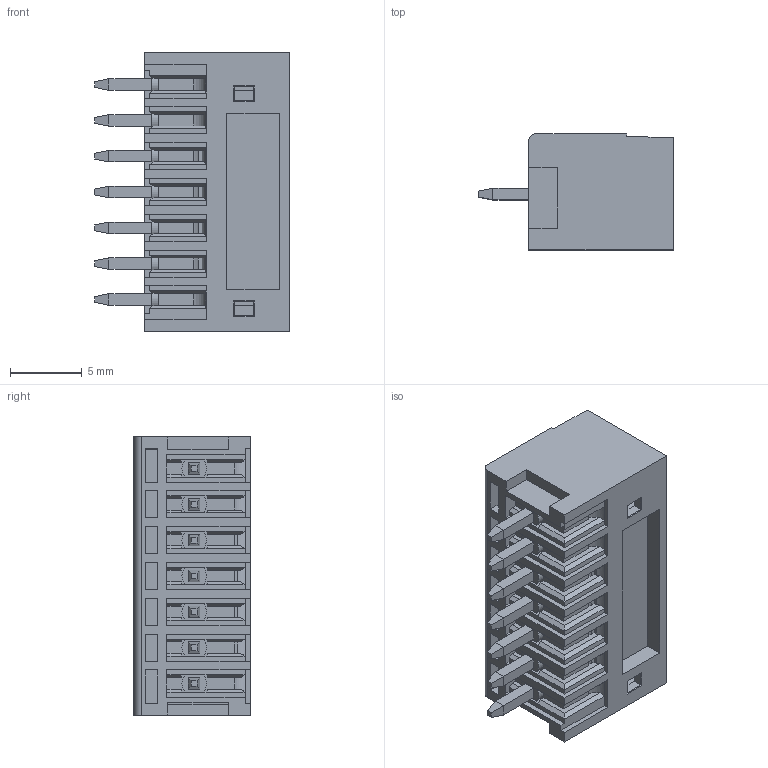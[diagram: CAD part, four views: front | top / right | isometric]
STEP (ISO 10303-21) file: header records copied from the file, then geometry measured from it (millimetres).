
FILE_DESCRIPTION((''),'2;1');
FILE_NAME('PRT0002','2024-09-18T',('sheji'),(''),'PRO/ENGINEER BY PARAMETRIC TECHNOLOGY CORPORATION, 2015240','PRO/ENGINEER BY PARAMETRIC TECHNOLOGY CORPORATION, 2015240','');
FILE_SCHEMA(('CONFIG_CONTROL_DESIGN'));
Length unit declared in the file: millimetre
Products named in the file (1): PRT0002
Bounding box: 13.6 x 8.1 x 19.4 mm (x, y, z)
Volume: 874.5 mm3; surface area: 1798.9 mm2
Topology: 1 solids, 1 shells, 688 faces, 1824 edges, 1168 vertices
Faces by surface type: plane 599, cylinder 61, cone 28
Entity records: 20917 total; most frequent: CARTESIAN_POINT 3739, ORIENTED_EDGE 3648, DIRECTION 3357, EDGE_CURVE 1824, VECTOR 1625, LINE 1625, VERTEX_POINT 1168, AXIS2_PLACEMENT_3D 866
